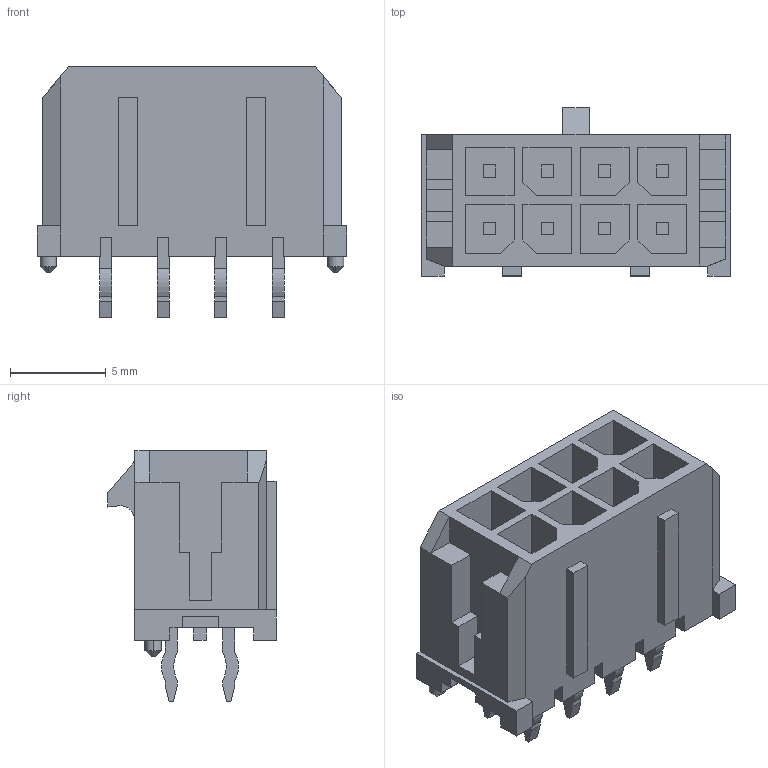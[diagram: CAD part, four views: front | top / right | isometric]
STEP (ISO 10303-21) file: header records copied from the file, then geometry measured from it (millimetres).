
FILE_DESCRIPTION (( 'STEP AP203' ), '1' );
FILE_NAME ('430450812.STEP', '2023-11-11T22:56:16', ( '' ), ( '' ), 'SwSTEP 2.0', 'SolidWorks 2023', '' );
FILE_SCHEMA (( 'CONFIG_CONTROL_DESIGN' ));
Length unit declared in the file: millimetre
Products named in the file (1): 430450812
Bounding box: 16.15 x 8.77 x 13.09 mm (x, y, z)
Volume: 655.8 mm3; surface area: 1450.7 mm2
Topology: 1 solids, 1 shells, 357 faces, 991 edges, 658 vertices
Faces by surface type: plane 332, cylinder 21, cone 4
Entity records: 11288 total; most frequent: CARTESIAN_POINT 2007, ORIENTED_EDGE 1982, DIRECTION 1757, EDGE_CURVE 991, VECTOR 941, LINE 941, VERTEX_POINT 658, AXIS2_PLACEMENT_3D 408
